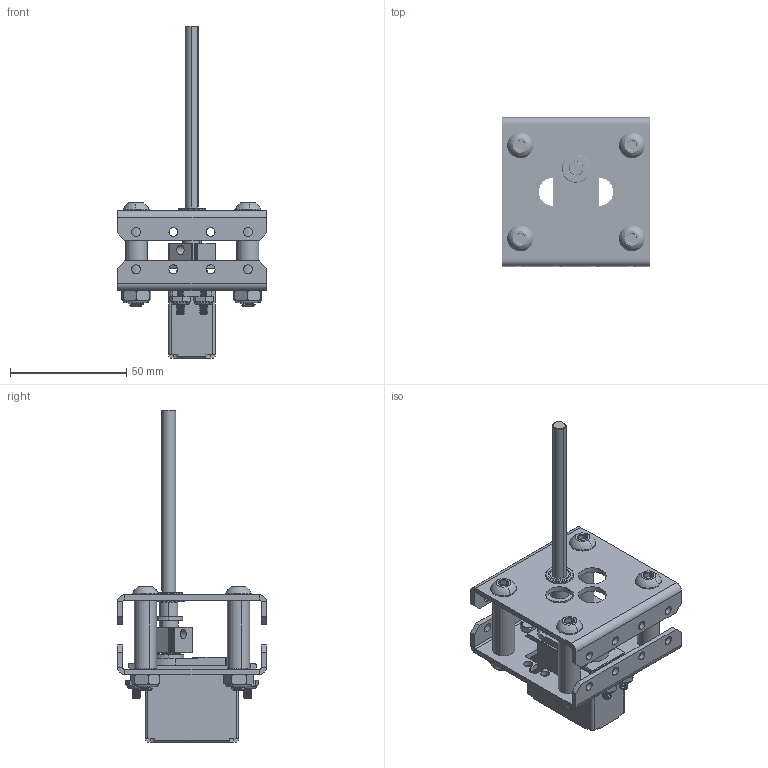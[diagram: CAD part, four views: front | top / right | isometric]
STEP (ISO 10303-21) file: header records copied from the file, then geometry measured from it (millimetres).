
FILE_DESCRIPTION (( 'STEP AP214' ), '1' );
FILE_NAME ('am-3906 PicoBox Servo.STEP', '2018-09-24T17:56:32', ( '' ), ( '' ), 'SwSTEP 2.0', 'SolidWorks 2018', '' );
FILE_SCHEMA (( 'AUTOMOTIVE_DESIGN' ));
Length unit declared in the file: inch
Products named in the file (14): 14-20 x 1.625 BHCS_92949A837; PicoBox Spacer; DV-XXXX PicoBox Servo Micro Motor Plate; am-3906 PicoBox Servo; 6mm D-Shaft 100mm; 90965A170_TYPE 316 STAINLESS STEEL FLAT WASHER_90965A170; .250t x .257 ID Aluminum Spacer AluminumSpacers.com AS31-14-16; 93075A148_ZINC-PLATED STEEL HEX HEAD MACHINE SCREW_93075A148; 6mm x 12mm Flanged -Mcm 7804K142_7804K142; DV-XXXX PicoBox Servo Micro Shaft Plate; Hitec Servo_2; ip-3668 Servo Nub; 14-20 NyLock thin - Mcm 90566A029_90566A029; 6-32 Nylock Jam Nut
Assembly tree (28 placements, depth 2):
  am-3906 PicoBox Servo
    DV-XXXX PicoBox Servo Micro Motor Plate
    PicoBox Spacer  x4
    14-20 x 1.625 BHCS_92949A837  x4
    6-32 Nylock Jam Nut  x4
    14-20 NyLock thin - Mcm 90566A029_90566A029  x4
    ip-3668 Servo Nub
    Hitec Servo_2
    DV-XXXX PicoBox Servo Micro Shaft Plate
    6mm x 12mm Flanged -Mcm 7804K142_7804K142
    93075A148_ZINC-PLATED STEEL HEX HEAD MACHINE SCREW_93075A148  x4
    .250t x .257 ID Aluminum Spacer AluminumSpacers.com AS31-14-16
    90965A170_TYPE 316 STAINLESS STEEL FLAT WASHER_90965A170
    6mm D-Shaft 100mm
Bounding box: 64 x 64 x 142.67 mm (x, y, z)
Volume: 64816.8 mm3; surface area: 48900.7 mm2
Topology: 51 solids, 51 shells, 1523 faces, 3895 edges, 2476 vertices
Faces by surface type: cylinder 735, plane 412, cone 282, torus 38, sphere 32, bspline 24
Entity records: 33343 total; most frequent: CARTESIAN_POINT 13288, ORIENTED_EDGE 3964, DIRECTION 3935, EDGE_CURVE 1982, AXIS2_PLACEMENT_3D 1454, VERTEX_POINT 1282, LINE 1027, VECTOR 1027
